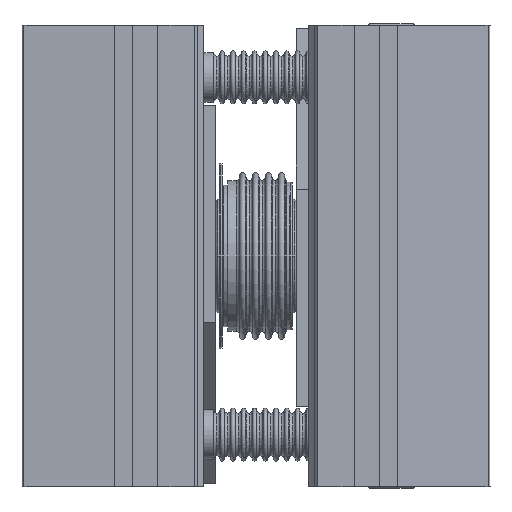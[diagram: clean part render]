
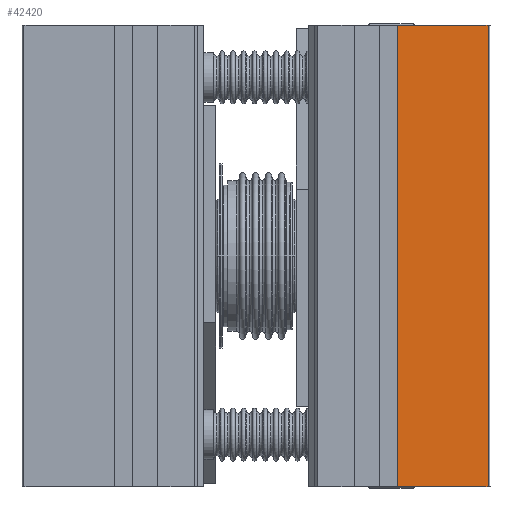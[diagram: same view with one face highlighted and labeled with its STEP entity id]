
A CAD part, left-side view. The second image highlights one B-rep face of the part: STEP entity #42420.
In plain terms, the highlighted planar face has unit normal (-0.999, -0.034, 0).
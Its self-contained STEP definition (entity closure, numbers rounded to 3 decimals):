
#3949 = VECTOR ( 'NONE', #8208, 1000. ) ;
#4451 = VERTEX_POINT ( 'NONE', #39971 ) ;
#4811 = DIRECTION ( 'NONE',  ( 0.034, -0.999, 0. ) ) ;
#5074 = CARTESIAN_POINT ( 'NONE',  ( -83.15, -58.35, -75. ) ) ;
#5409 = EDGE_CURVE ( 'NONE', #46121, #40252, #40278, .T. ) ;
#6486 = LINE ( 'NONE', #31785, #3949 ) ;
#6980 = EDGE_CURVE ( 'NONE', #43799, #46121, #50085, .T. ) ;
#8208 = DIRECTION ( 'NONE',  ( 0., 0., -1. ) ) ;
#8767 = CARTESIAN_POINT ( 'NONE',  ( -84.157, -28.994, -75. ) ) ;
#10543 = EDGE_CURVE ( 'NONE', #4451, #40252, #6486, .T. ) ;
#10738 = CARTESIAN_POINT ( 'NONE',  ( -84.157, -28.994, 75. ) ) ;
#10851 = CARTESIAN_POINT ( 'NONE',  ( -84.157, -28.994, 75. ) ) ;
#18573 = CARTESIAN_POINT ( 'NONE',  ( -84.157, -28.994, 75. ) ) ;
#18731 = DIRECTION ( 'NONE',  ( 0.999, 0.034, 0. ) ) ;
#19931 = ORIENTED_EDGE ( 'NONE', *, *, #5409, .T. ) ;
#20538 = VECTOR ( 'NONE', #4811, 1000. ) ;
#23600 = EDGE_LOOP ( 'NONE', ( #19931, #35330, #46161, #41931 ) ) ;
#26598 = CARTESIAN_POINT ( 'NONE',  ( -84.157, -28.994, -75. ) ) ;
#29945 = FACE_OUTER_BOUND ( 'NONE', #23600, .T. ) ;
#30265 = PLANE ( 'NONE',  #35787 ) ;
#30696 = DIRECTION ( 'NONE',  ( 0.034, -0.999, 0. ) ) ;
#31785 = CARTESIAN_POINT ( 'NONE',  ( -83.15, -58.35, 75. ) ) ;
#34189 = VECTOR ( 'NONE', #30696, 1000. ) ;
#35330 = ORIENTED_EDGE ( 'NONE', *, *, #10543, .F. ) ;
#35787 = AXIS2_PLACEMENT_3D ( 'NONE', #18573, #18731, #46231 ) ;
#38359 = DIRECTION ( 'NONE',  ( 0., 0., -1. ) ) ;
#39971 = CARTESIAN_POINT ( 'NONE',  ( -83.15, -58.35, 75. ) ) ;
#40252 = VERTEX_POINT ( 'NONE', #5074 ) ;
#40278 = LINE ( 'NONE', #8767, #20538 ) ;
#41931 = ORIENTED_EDGE ( 'NONE', *, *, #6980, .T. ) ;
#42420 = ADVANCED_FACE ( 'NONE', ( #29945 ), #30265, .F. ) ;
#43799 = VERTEX_POINT ( 'NONE', #48708 ) ;
#43833 = VECTOR ( 'NONE', #38359, 1000. ) ;
#44779 = LINE ( 'NONE', #10851, #34189 ) ;
#45110 = EDGE_CURVE ( 'NONE', #43799, #4451, #44779, .T. ) ;
#46121 = VERTEX_POINT ( 'NONE', #26598 ) ;
#46161 = ORIENTED_EDGE ( 'NONE', *, *, #45110, .F. ) ;
#46231 = DIRECTION ( 'NONE',  ( -0.034, 0.999, 0. ) ) ;
#48708 = CARTESIAN_POINT ( 'NONE',  ( -84.157, -28.994, 75. ) ) ;
#50085 = LINE ( 'NONE', #10738, #43833 ) ;
